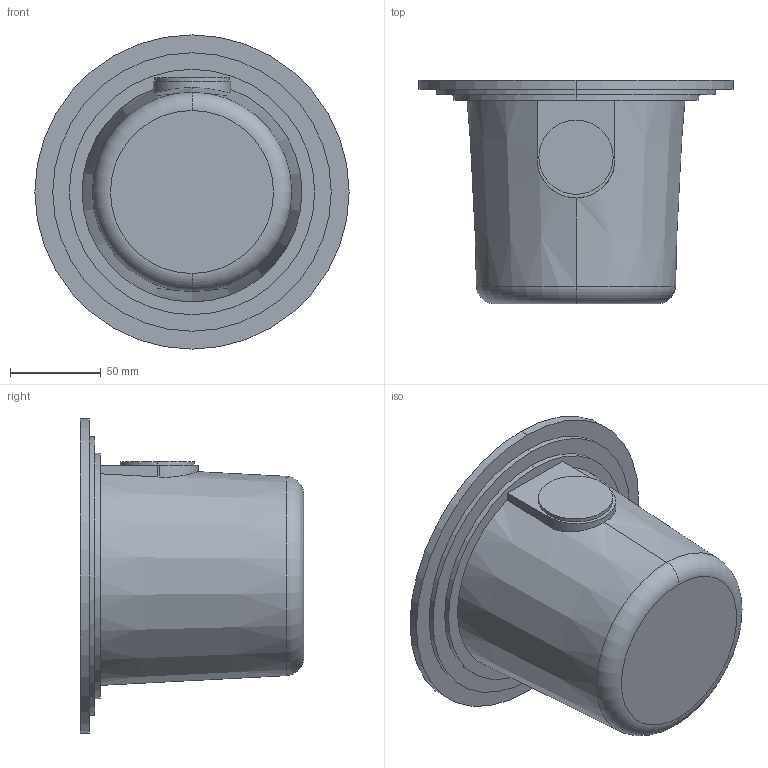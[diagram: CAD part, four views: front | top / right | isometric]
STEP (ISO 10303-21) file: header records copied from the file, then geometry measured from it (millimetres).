
FILE_DESCRIPTION (( 'STEP AP214' ), '1' );
FILE_NAME ('NOTA LED 9 D30 R 4000K E.STEP', '2018-07-23T05:57:58', ( 'usr' ), ( '' ), 'SwSTEP 2.0', 'SolidWorks 2013', '' );
FILE_SCHEMA (( 'AUTOMOTIVE_DESIGN' ));
Length unit declared in the file: millimetre
Products named in the file (1): NOTA LED 9 D30 R 4000K E
Bounding box: 173 x 123 x 173 mm (x, y, z)
Volume: 1215171.1 mm3; surface area: 102734.8 mm2
Topology: 1 solids, 1 shells, 73 faces, 151 edges, 100 vertices
Faces by surface type: cylinder 44, plane 25, torus 2, cone 2
Entity records: 2075 total; most frequent: CARTESIAN_POINT 397, DIRECTION 385, ORIENTED_EDGE 302, AXIS2_PLACEMENT_3D 166, EDGE_CURVE 151, VERTEX_POINT 100, EDGE_LOOP 93, CIRCLE 92
